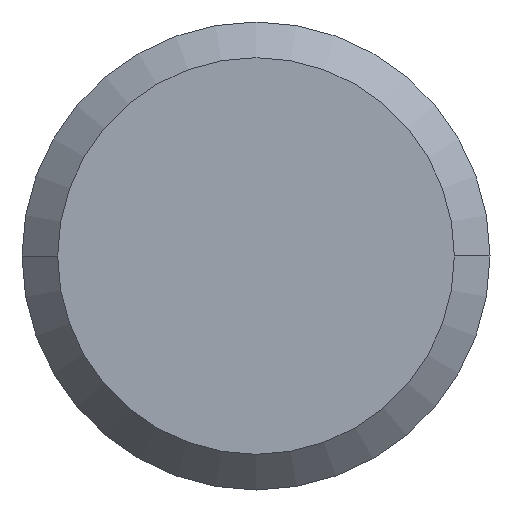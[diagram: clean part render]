
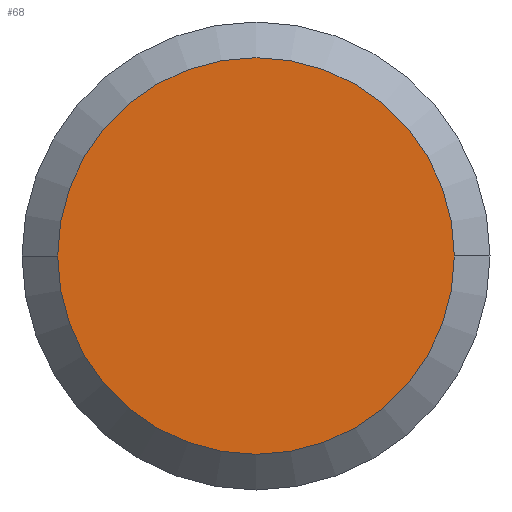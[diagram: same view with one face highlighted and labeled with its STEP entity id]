
A CAD part, left-side view. The second image highlights one B-rep face of the part: STEP entity #68.
In plain terms, the highlighted planar face has unit normal (-1, 0, 0).
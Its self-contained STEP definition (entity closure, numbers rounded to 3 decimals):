
#4 = CARTESIAN_POINT ( 'NONE',  ( 0., 0., 0. ) ) ;
#6 = CIRCLE ( 'NONE', #292, 4.238 ) ;
#10 = CARTESIAN_POINT ( 'NONE',  ( 0., -4.238, 0. ) ) ;
#54 = CARTESIAN_POINT ( 'NONE',  ( 0., 0., 0. ) ) ;
#68 = ADVANCED_FACE ( 'NONE', ( #115 ), #257, .T. ) ;
#76 = EDGE_CURVE ( 'NONE', #110, #357, #177, .T. ) ;
#103 = EDGE_LOOP ( 'NONE', ( #373, #160 ) ) ;
#104 = CARTESIAN_POINT ( 'NONE',  ( 0., 0., 0. ) ) ;
#110 = VERTEX_POINT ( 'NONE', #10 ) ;
#115 = FACE_OUTER_BOUND ( 'NONE', #103, .T. ) ;
#160 = ORIENTED_EDGE ( 'NONE', *, *, #76, .F. ) ;
#177 = CIRCLE ( 'NONE', #404, 4.238 ) ;
#195 = AXIS2_PLACEMENT_3D ( 'NONE', #4, #394, #230 ) ;
#205 = DIRECTION ( 'NONE',  ( 0., 1., 0. ) ) ;
#230 = DIRECTION ( 'NONE',  ( 0., -1., 0. ) ) ;
#237 = EDGE_CURVE ( 'NONE', #357, #110, #6, .T. ) ;
#257 = PLANE ( 'NONE',  #195 ) ;
#292 = AXIS2_PLACEMENT_3D ( 'NONE', #54, #403, #205 ) ;
#337 = DIRECTION ( 'NONE',  ( 0., 1., 0. ) ) ;
#357 = VERTEX_POINT ( 'NONE', #410 ) ;
#373 = ORIENTED_EDGE ( 'NONE', *, *, #237, .F. ) ;
#394 = DIRECTION ( 'NONE',  ( -1., 0., 0. ) ) ;
#396 = DIRECTION ( 'NONE',  ( 1., 0., 0. ) ) ;
#403 = DIRECTION ( 'NONE',  ( 1., 0., 0. ) ) ;
#404 = AXIS2_PLACEMENT_3D ( 'NONE', #104, #396, #337 ) ;
#410 = CARTESIAN_POINT ( 'NONE',  ( 0., 4.238, 0. ) ) ;
